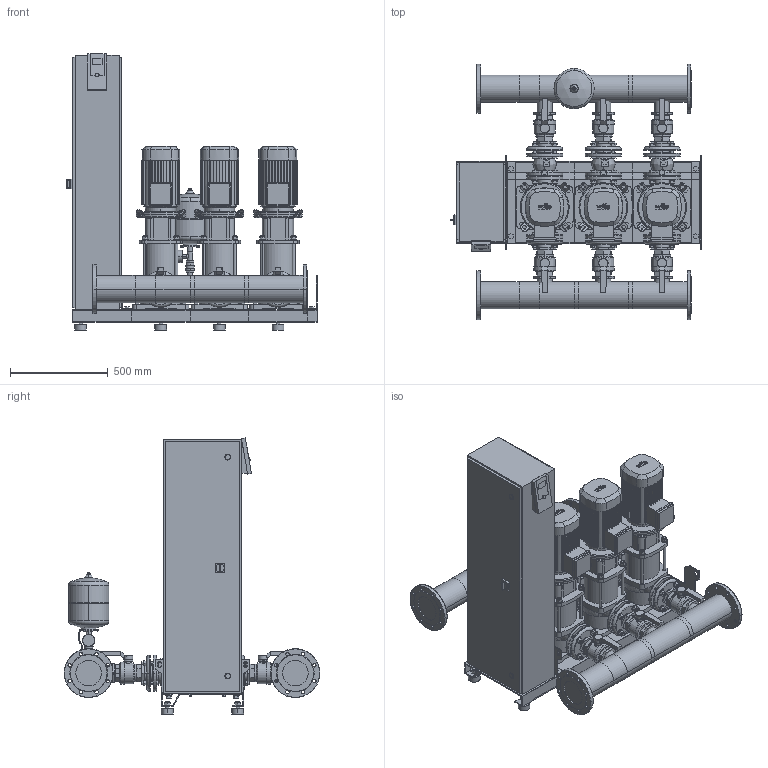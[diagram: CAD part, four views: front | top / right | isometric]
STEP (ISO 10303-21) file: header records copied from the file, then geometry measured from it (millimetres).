
FILE_DESCRIPTION((''),'2;1');
FILE_NAME('3d_SiBoostSmartFC3HELIXV3602_2-2540799.stp','2016-01-25T11:21:40',(''),(''),'Mechanical Desktop 2009','Mechanical Desktop 2009',', , ');
FILE_SCHEMA(('CONFIG_CONTROL_DESIGN'));
Length unit declared in the file: millimetre
Products named in the file (1): Product
Bounding box: 1280 x 1307 x 1413.4 mm (x, y, z)
Volume: 285341406.9 mm3; surface area: 15412477.7 mm2
Topology: 201 solids, 201 shells, 4803 faces, 11958 edges, 7784 vertices
Faces by surface type: plane 1782, bspline 1705, cylinder 1038, cone 196, torus 76, sphere 6
Entity records: 159813 total; most frequent: CARTESIAN_POINT 47562, ORIENTED_EDGE 23880, DIRECTION 22054, EDGE_CURVE 11940, VERTEX_POINT 7783, AXIS2_PLACEMENT_3D 7519, VECTOR 7016, LINE 7016
